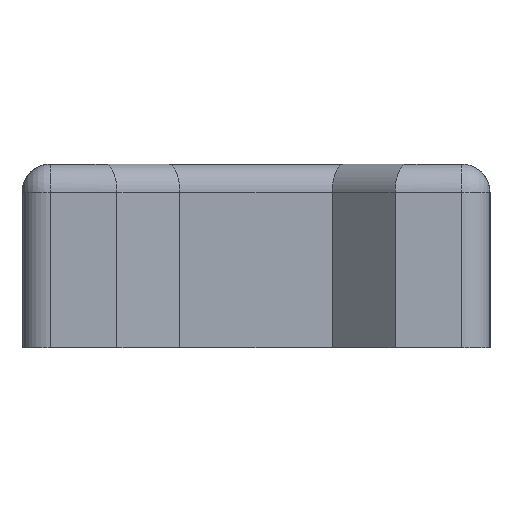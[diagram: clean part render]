
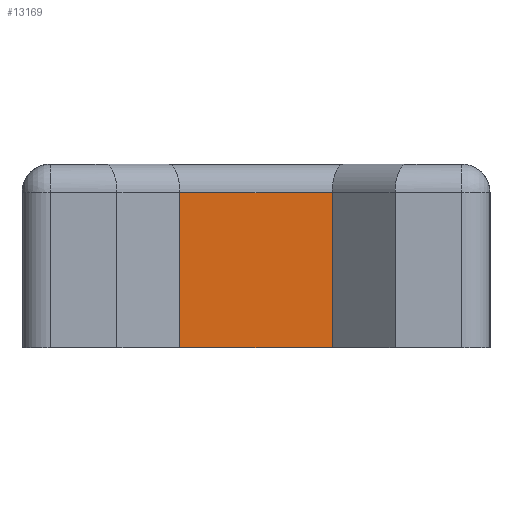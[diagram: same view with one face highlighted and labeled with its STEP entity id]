
A CAD part, left-side view. The second image highlights one B-rep face of the part: STEP entity #13169.
In plain terms, the highlighted planar face has unit normal (-1, 0, 0).
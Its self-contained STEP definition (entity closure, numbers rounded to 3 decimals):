
#1074 = ORIENTED_EDGE ( 'NONE', *, *, #21254, .F. ) ;
#1292 = VECTOR ( 'NONE', #3234, 1000. ) ;
#1437 = VERTEX_POINT ( 'NONE', #3156 ) ;
#1617 = LINE ( 'NONE', #16903, #9297 ) ;
#2301 = VERTEX_POINT ( 'NONE', #3712 ) ;
#2327 = DIRECTION ( 'NONE',  ( 0., 1., 0. ) ) ;
#2761 = AXIS2_PLACEMENT_3D ( 'NONE', #22052, #18255, #4937 ) ;
#2901 = VERTEX_POINT ( 'NONE', #20280 ) ;
#3156 = CARTESIAN_POINT ( 'NONE',  ( 2.915, -139.962, 1.7 ) ) ;
#3234 = DIRECTION ( 'NONE',  ( 0., 1., 0. ) ) ;
#3555 = VERTEX_POINT ( 'NONE', #19550 ) ;
#3712 = CARTESIAN_POINT ( 'NONE',  ( 2.915, -129.283, 12.6 ) ) ;
#4478 = EDGE_LOOP ( 'NONE', ( #13611, #10827, #7521, #1074 ) ) ;
#4503 = LINE ( 'NONE', #5038, #1292 ) ;
#4937 = DIRECTION ( 'NONE',  ( 0., -1., 0. ) ) ;
#5038 = CARTESIAN_POINT ( 'NONE',  ( 2.915, -139.962, 12.6 ) ) ;
#7521 = ORIENTED_EDGE ( 'NONE', *, *, #11153, .T. ) ;
#7659 = EDGE_CURVE ( 'NONE', #2901, #1437, #1617, .T. ) ;
#9253 = FACE_OUTER_BOUND ( 'NONE', #4478, .T. ) ;
#9297 = VECTOR ( 'NONE', #22678, 1000. ) ;
#10563 = PLANE ( 'NONE',  #2761 ) ;
#10827 = ORIENTED_EDGE ( 'NONE', *, *, #11297, .T. ) ;
#11153 = EDGE_CURVE ( 'NONE', #2301, #3555, #15746, .T. ) ;
#11297 = EDGE_CURVE ( 'NONE', #2901, #2301, #4503, .T. ) ;
#13117 = VECTOR ( 'NONE', #22237, 1000. ) ;
#13169 = ADVANCED_FACE ( 'NONE', ( #9253 ), #10563, .T. ) ;
#13611 = ORIENTED_EDGE ( 'NONE', *, *, #7659, .F. ) ;
#14876 = VECTOR ( 'NONE', #2327, 1000. ) ;
#15629 = CARTESIAN_POINT ( 'NONE',  ( 2.915, -139.962, 1.7 ) ) ;
#15746 = LINE ( 'NONE', #20158, #13117 ) ;
#16903 = CARTESIAN_POINT ( 'NONE',  ( 2.915, -139.962, 14.885 ) ) ;
#18255 = DIRECTION ( 'NONE',  ( -1., 0., 0. ) ) ;
#19550 = CARTESIAN_POINT ( 'NONE',  ( 2.915, -129.283, 1.7 ) ) ;
#19869 = LINE ( 'NONE', #15629, #14876 ) ;
#20158 = CARTESIAN_POINT ( 'NONE',  ( 2.915, -129.283, 14.885 ) ) ;
#20280 = CARTESIAN_POINT ( 'NONE',  ( 2.915, -139.962, 12.6 ) ) ;
#21254 = EDGE_CURVE ( 'NONE', #1437, #3555, #19869, .T. ) ;
#22052 = CARTESIAN_POINT ( 'NONE',  ( 2.915, -139.962, 14.885 ) ) ;
#22237 = DIRECTION ( 'NONE',  ( 0., 0., -1. ) ) ;
#22678 = DIRECTION ( 'NONE',  ( 0., 0., -1. ) ) ;
